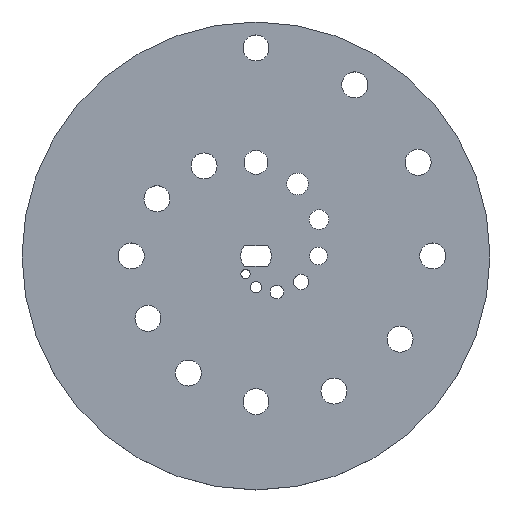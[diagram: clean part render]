
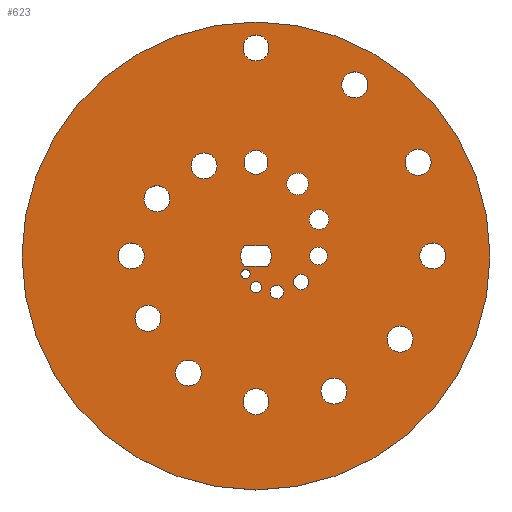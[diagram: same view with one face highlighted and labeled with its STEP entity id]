
A CAD part, top view. The second image highlights one B-rep face of the part: STEP entity #623.
In plain terms, the highlighted planar face has unit normal (0, 0, 1).
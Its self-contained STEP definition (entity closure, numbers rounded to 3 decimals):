
#36=FACE_BOUND('',#141,.T.);
#37=FACE_BOUND('',#142,.T.);
#38=FACE_BOUND('',#143,.T.);
#39=FACE_BOUND('',#144,.T.);
#40=FACE_BOUND('',#145,.T.);
#41=FACE_BOUND('',#146,.T.);
#42=FACE_BOUND('',#147,.T.);
#43=FACE_BOUND('',#148,.T.);
#44=FACE_BOUND('',#149,.T.);
#45=FACE_BOUND('',#150,.T.);
#46=FACE_BOUND('',#151,.T.);
#47=FACE_BOUND('',#152,.T.);
#48=FACE_BOUND('',#153,.T.);
#49=FACE_BOUND('',#154,.T.);
#50=FACE_BOUND('',#155,.T.);
#51=FACE_BOUND('',#156,.T.);
#52=FACE_BOUND('',#157,.T.);
#53=FACE_BOUND('',#158,.T.);
#54=FACE_BOUND('',#159,.T.);
#55=FACE_BOUND('',#160,.T.);
#56=FACE_BOUND('',#161,.T.);
#61=PLANE('',#716);
#90=FACE_OUTER_BOUND('',#140,.T.);
#140=EDGE_LOOP('',(#546));
#141=EDGE_LOOP('',(#547));
#142=EDGE_LOOP('',(#548,#549,#550,#551));
#143=EDGE_LOOP('',(#552));
#144=EDGE_LOOP('',(#553));
#145=EDGE_LOOP('',(#554));
#146=EDGE_LOOP('',(#555));
#147=EDGE_LOOP('',(#556));
#148=EDGE_LOOP('',(#557));
#149=EDGE_LOOP('',(#558));
#150=EDGE_LOOP('',(#559));
#151=EDGE_LOOP('',(#560));
#152=EDGE_LOOP('',(#561));
#153=EDGE_LOOP('',(#562));
#154=EDGE_LOOP('',(#563));
#155=EDGE_LOOP('',(#564));
#156=EDGE_LOOP('',(#565));
#157=EDGE_LOOP('',(#566));
#158=EDGE_LOOP('',(#567));
#159=EDGE_LOOP('',(#568));
#160=EDGE_LOOP('',(#569));
#161=EDGE_LOOP('',(#570));
#167=CIRCLE('',#646,0.9);
#170=CIRCLE('',#651,2.95);
#191=CIRCLE('',#674,2.5);
#192=CIRCLE('',#676,2.5);
#193=CIRCLE('',#678,1.9);
#194=CIRCLE('',#680,1.7);
#195=CIRCLE('',#682,2.3);
#196=CIRCLE('',#684,2.5);
#197=CIRCLE('',#686,1.5);
#198=CIRCLE('',#688,2.1);
#199=CIRCLE('',#690,1.3);
#200=CIRCLE('',#692,2.5);
#201=CIRCLE('',#694,2.5);
#202=CIRCLE('',#696,2.5);
#203=CIRCLE('',#698,2.5);
#204=CIRCLE('',#700,1.1);
#205=CIRCLE('',#702,2.5);
#206=CIRCLE('',#704,2.5);
#207=CIRCLE('',#706,2.5);
#208=CIRCLE('',#708,2.5);
#209=CIRCLE('',#711,2.95);
#210=CIRCLE('',#713,2.5);
#211=CIRCLE('',#715,45.);
#218=LINE('',#939,#249);
#240=LINE('',#1061,#271);
#249=VECTOR('',#749,10.);
#271=VECTOR('',#891,10.);
#282=VERTEX_POINT('',#929);
#284=VERTEX_POINT('',#936);
#285=VERTEX_POINT('',#938);
#286=VERTEX_POINT('',#942);
#307=VERTEX_POINT('',#987);
#308=VERTEX_POINT('',#991);
#309=VERTEX_POINT('',#995);
#310=VERTEX_POINT('',#999);
#311=VERTEX_POINT('',#1003);
#312=VERTEX_POINT('',#1007);
#313=VERTEX_POINT('',#1011);
#314=VERTEX_POINT('',#1015);
#315=VERTEX_POINT('',#1019);
#316=VERTEX_POINT('',#1023);
#317=VERTEX_POINT('',#1027);
#318=VERTEX_POINT('',#1031);
#319=VERTEX_POINT('',#1035);
#320=VERTEX_POINT('',#1039);
#321=VERTEX_POINT('',#1043);
#322=VERTEX_POINT('',#1047);
#323=VERTEX_POINT('',#1051);
#324=VERTEX_POINT('',#1055);
#325=VERTEX_POINT('',#1059);
#326=VERTEX_POINT('',#1065);
#327=VERTEX_POINT('',#1069);
#337=EDGE_CURVE('',#282,#282,#167,.T.);
#342=EDGE_CURVE('',#285,#284,#218,.F.);
#345=EDGE_CURVE('',#284,#286,#170,.F.);
#366=EDGE_CURVE('',#307,#307,#191,.T.);
#368=EDGE_CURVE('',#308,#308,#192,.T.);
#370=EDGE_CURVE('',#309,#309,#193,.T.);
#372=EDGE_CURVE('',#310,#310,#194,.T.);
#374=EDGE_CURVE('',#311,#311,#195,.T.);
#376=EDGE_CURVE('',#312,#312,#196,.T.);
#378=EDGE_CURVE('',#313,#313,#197,.T.);
#380=EDGE_CURVE('',#314,#314,#198,.T.);
#382=EDGE_CURVE('',#315,#315,#199,.T.);
#384=EDGE_CURVE('',#316,#316,#200,.T.);
#386=EDGE_CURVE('',#317,#317,#201,.T.);
#388=EDGE_CURVE('',#318,#318,#202,.T.);
#390=EDGE_CURVE('',#319,#319,#203,.T.);
#392=EDGE_CURVE('',#320,#320,#204,.T.);
#394=EDGE_CURVE('',#321,#321,#205,.T.);
#396=EDGE_CURVE('',#322,#322,#206,.T.);
#398=EDGE_CURVE('',#323,#323,#207,.T.);
#400=EDGE_CURVE('',#324,#324,#208,.T.);
#403=EDGE_CURVE('',#286,#325,#240,.F.);
#404=EDGE_CURVE('',#325,#285,#209,.F.);
#405=EDGE_CURVE('',#326,#326,#210,.T.);
#407=EDGE_CURVE('',#327,#327,#211,.T.);
#546=ORIENTED_EDGE('',*,*,#407,.T.);
#547=ORIENTED_EDGE('',*,*,#405,.T.);
#548=ORIENTED_EDGE('',*,*,#404,.T.);
#549=ORIENTED_EDGE('',*,*,#342,.T.);
#550=ORIENTED_EDGE('',*,*,#345,.T.);
#551=ORIENTED_EDGE('',*,*,#403,.T.);
#552=ORIENTED_EDGE('',*,*,#400,.T.);
#553=ORIENTED_EDGE('',*,*,#398,.T.);
#554=ORIENTED_EDGE('',*,*,#396,.T.);
#555=ORIENTED_EDGE('',*,*,#394,.T.);
#556=ORIENTED_EDGE('',*,*,#337,.T.);
#557=ORIENTED_EDGE('',*,*,#392,.T.);
#558=ORIENTED_EDGE('',*,*,#390,.T.);
#559=ORIENTED_EDGE('',*,*,#388,.T.);
#560=ORIENTED_EDGE('',*,*,#386,.T.);
#561=ORIENTED_EDGE('',*,*,#384,.T.);
#562=ORIENTED_EDGE('',*,*,#382,.T.);
#563=ORIENTED_EDGE('',*,*,#380,.T.);
#564=ORIENTED_EDGE('',*,*,#378,.T.);
#565=ORIENTED_EDGE('',*,*,#376,.T.);
#566=ORIENTED_EDGE('',*,*,#374,.T.);
#567=ORIENTED_EDGE('',*,*,#372,.T.);
#568=ORIENTED_EDGE('',*,*,#370,.T.);
#569=ORIENTED_EDGE('',*,*,#368,.T.);
#570=ORIENTED_EDGE('',*,*,#366,.T.);
#623=ADVANCED_FACE('',(#90,#36,#37,#38,#39,#40,#41,#42,#43,#44,#45,#46,
#47,#48,#49,#50,#51,#52,#53,#54,#55,#56),#61,.T.);
#646=AXIS2_PLACEMENT_3D('',#930,#739,#740);
#651=AXIS2_PLACEMENT_3D('',#944,#754,#755);
#674=AXIS2_PLACEMENT_3D('',#988,#800,#801);
#676=AXIS2_PLACEMENT_3D('',#992,#805,#806);
#678=AXIS2_PLACEMENT_3D('',#996,#810,#811);
#680=AXIS2_PLACEMENT_3D('',#1000,#815,#816);
#682=AXIS2_PLACEMENT_3D('',#1004,#820,#821);
#684=AXIS2_PLACEMENT_3D('',#1008,#825,#826);
#686=AXIS2_PLACEMENT_3D('',#1012,#830,#831);
#688=AXIS2_PLACEMENT_3D('',#1016,#835,#836);
#690=AXIS2_PLACEMENT_3D('',#1020,#840,#841);
#692=AXIS2_PLACEMENT_3D('',#1024,#845,#846);
#694=AXIS2_PLACEMENT_3D('',#1028,#850,#851);
#696=AXIS2_PLACEMENT_3D('',#1032,#855,#856);
#698=AXIS2_PLACEMENT_3D('',#1036,#860,#861);
#700=AXIS2_PLACEMENT_3D('',#1040,#865,#866);
#702=AXIS2_PLACEMENT_3D('',#1044,#870,#871);
#704=AXIS2_PLACEMENT_3D('',#1048,#875,#876);
#706=AXIS2_PLACEMENT_3D('',#1052,#880,#881);
#708=AXIS2_PLACEMENT_3D('',#1056,#885,#886);
#711=AXIS2_PLACEMENT_3D('',#1063,#894,#895);
#713=AXIS2_PLACEMENT_3D('',#1066,#898,#899);
#715=AXIS2_PLACEMENT_3D('',#1070,#903,#904);
#716=AXIS2_PLACEMENT_3D('',#1072,#906,#907);
#739=DIRECTION('center_axis',(0.,0.,-1.));
#740=DIRECTION('ref_axis',(1.,0.,0.));
#749=DIRECTION('',(1.,0.,0.));
#754=DIRECTION('center_axis',(0.,0.,1.));
#755=DIRECTION('ref_axis',(-0.714,0.7,0.));
#800=DIRECTION('center_axis',(0.,0.,-1.));
#801=DIRECTION('ref_axis',(1.,0.,0.));
#805=DIRECTION('center_axis',(0.,0.,-1.));
#806=DIRECTION('ref_axis',(1.,0.,0.));
#810=DIRECTION('center_axis',(0.,0.,-1.));
#811=DIRECTION('ref_axis',(1.,0.,0.));
#815=DIRECTION('center_axis',(0.,0.,-1.));
#816=DIRECTION('ref_axis',(1.,0.,0.));
#820=DIRECTION('center_axis',(0.,0.,-1.));
#821=DIRECTION('ref_axis',(1.,0.,0.));
#825=DIRECTION('center_axis',(0.,0.,-1.));
#826=DIRECTION('ref_axis',(1.,0.,0.));
#830=DIRECTION('center_axis',(0.,0.,-1.));
#831=DIRECTION('ref_axis',(1.,0.,0.));
#835=DIRECTION('center_axis',(0.,0.,-1.));
#836=DIRECTION('ref_axis',(1.,0.,0.));
#840=DIRECTION('center_axis',(0.,0.,-1.));
#841=DIRECTION('ref_axis',(1.,0.,0.));
#845=DIRECTION('center_axis',(0.,0.,-1.));
#846=DIRECTION('ref_axis',(1.,0.,0.));
#850=DIRECTION('center_axis',(0.,0.,-1.));
#851=DIRECTION('ref_axis',(1.,0.,0.));
#855=DIRECTION('center_axis',(0.,0.,-1.));
#856=DIRECTION('ref_axis',(1.,0.,0.));
#860=DIRECTION('center_axis',(0.,0.,-1.));
#861=DIRECTION('ref_axis',(1.,0.,0.));
#865=DIRECTION('center_axis',(0.,0.,-1.));
#866=DIRECTION('ref_axis',(1.,0.,0.));
#870=DIRECTION('center_axis',(0.,0.,-1.));
#871=DIRECTION('ref_axis',(1.,0.,0.));
#875=DIRECTION('center_axis',(0.,0.,-1.));
#876=DIRECTION('ref_axis',(1.,0.,0.));
#880=DIRECTION('center_axis',(0.,0.,-1.));
#881=DIRECTION('ref_axis',(1.,0.,0.));
#885=DIRECTION('center_axis',(0.,0.,-1.));
#886=DIRECTION('ref_axis',(1.,0.,0.));
#891=DIRECTION('',(-1.,0.,0.));
#894=DIRECTION('center_axis',(0.,0.,1.));
#895=DIRECTION('ref_axis',(0.714,-0.7,0.));
#898=DIRECTION('center_axis',(0.,0.,-1.));
#899=DIRECTION('ref_axis',(1.,0.,0.));
#903=DIRECTION('center_axis',(0.,0.,1.));
#904=DIRECTION('ref_axis',(1.,0.,0.));
#906=DIRECTION('center_axis',(0.,0.,1.));
#907=DIRECTION('ref_axis',(1.,0.,0.));
#929=CARTESIAN_POINT('',(-2.9,-3.464,6.));
#930=CARTESIAN_POINT('Origin',(-2.,-3.464,6.));
#936=CARTESIAN_POINT('',(-2.169,-2.,6.));
#938=CARTESIAN_POINT('',(2.169,-2.,6.));
#939=CARTESIAN_POINT('',(0.893,-2.,6.));
#942=CARTESIAN_POINT('',(-2.169,2.,6.));
#944=CARTESIAN_POINT('Origin',(0.,0.,
6.));
#987=CARTESIAN_POINT('',(-26.5,0.,6.));
#988=CARTESIAN_POINT('Origin',(-24.,0.,6.));
#991=CARTESIAN_POINT('',(-21.553,11.,6.));
#992=CARTESIAN_POINT('Origin',(-19.053,11.,6.));
#995=CARTESIAN_POINT('',(10.224,7.,6.));
#996=CARTESIAN_POINT('Origin',(12.124,7.,6.));
#999=CARTESIAN_POINT('',(10.3,0.,6.));
#1000=CARTESIAN_POINT('Origin',(12.,0.,6.));
#1003=CARTESIAN_POINT('',(-2.3,18.,6.));
#1004=CARTESIAN_POINT('Origin',(0.,18.,6.));
#1007=CARTESIAN_POINT('',(-12.5,17.321,6.));
#1008=CARTESIAN_POINT('Origin',(-10.,17.321,6.));
#1011=CARTESIAN_POINT('',(7.16,-5.,6.));
#1012=CARTESIAN_POINT('Origin',(8.66,-5.,6.));
#1015=CARTESIAN_POINT('',(5.9,13.856,6.));
#1016=CARTESIAN_POINT('Origin',(8.,13.856,6.));
#1019=CARTESIAN_POINT('',(2.7,-6.928,6.));
#1020=CARTESIAN_POINT('Origin',(4.,-6.928,6.));
#1023=CARTESIAN_POINT('',(28.677,18.,6.));
#1024=CARTESIAN_POINT('Origin',(31.177,18.,6.));
#1027=CARTESIAN_POINT('',(12.5,-25.981,6.));
#1028=CARTESIAN_POINT('Origin',(15.,-25.981,6.));
#1031=CARTESIAN_POINT('',(-2.5,-28.,6.));
#1032=CARTESIAN_POINT('Origin',(0.,-28.,6.));
#1035=CARTESIAN_POINT('',(16.5,32.909,6.));
#1036=CARTESIAN_POINT('Origin',(19.,32.909,6.));
#1039=CARTESIAN_POINT('',(-1.1,-6.,6.));
#1040=CARTESIAN_POINT('Origin',(0.,-6.,6.));
#1043=CARTESIAN_POINT('',(-2.5,40.,6.));
#1044=CARTESIAN_POINT('Origin',(0.,40.,6.));
#1047=CARTESIAN_POINT('',(-23.285,-12.,6.));
#1048=CARTESIAN_POINT('Origin',(-20.785,-12.,6.));
#1051=CARTESIAN_POINT('',(31.5,0.,6.));
#1052=CARTESIAN_POINT('Origin',(34.,0.,6.));
#1055=CARTESIAN_POINT('',(25.213,-16.,6.));
#1056=CARTESIAN_POINT('Origin',(27.713,-16.,6.));
#1059=CARTESIAN_POINT('',(2.169,2.,6.));
#1061=CARTESIAN_POINT('',(-0.893,2.,6.));
#1063=CARTESIAN_POINT('Origin',(0.,0.,
6.));
#1065=CARTESIAN_POINT('',(-15.5,-22.517,6.));
#1066=CARTESIAN_POINT('Origin',(-13.,-22.517,6.));
#1069=CARTESIAN_POINT('',(-45.,0.,6.));
#1070=CARTESIAN_POINT('Origin',(0.,0.,
6.));
#1072=CARTESIAN_POINT('Origin',(0.,0.,
6.));
